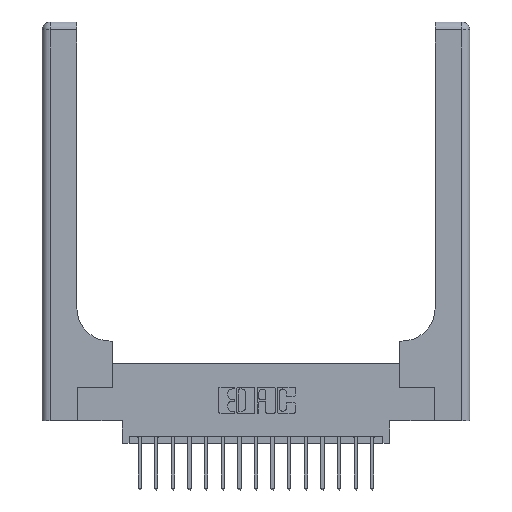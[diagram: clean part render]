
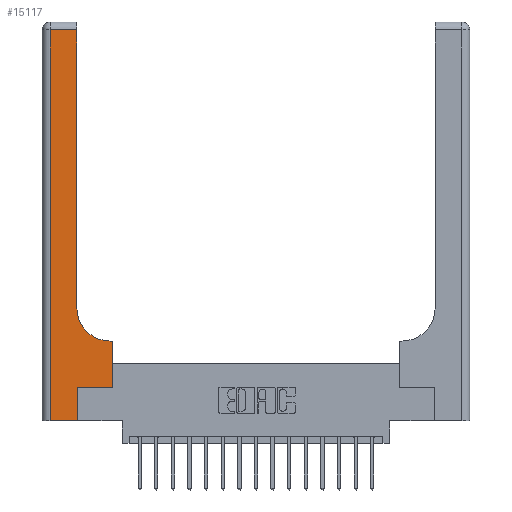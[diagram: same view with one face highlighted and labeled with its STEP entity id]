
A CAD part, top view. The second image highlights one B-rep face of the part: STEP entity #15117.
In plain terms, the highlighted planar face has unit normal (0, 0, 1).
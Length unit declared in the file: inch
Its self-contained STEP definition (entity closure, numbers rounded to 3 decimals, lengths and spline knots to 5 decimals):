
#44 = LINE ( 'NONE', #15628, #14127 ) ;
#80 = CARTESIAN_POINT ( 'NONE',  ( 0.26, 0.6, 0.37 ) ) ;
#132 = LINE ( 'NONE', #12371, #15090 ) ;
#196 = VERTEX_POINT ( 'NONE', #2234 ) ;
#210 = VERTEX_POINT ( 'NONE', #18220 ) ;
#556 = CARTESIAN_POINT ( 'NONE',  ( 0.51, 0.85, 0.37 ) ) ;
#840 = DIRECTION ( 'NONE',  ( 0., -1., 0. ) ) ;
#843 = FACE_OUTER_BOUND ( 'NONE', #1347, .T. ) ;
#998 = CARTESIAN_POINT ( 'NONE',  ( 0.528, 0.25, 0.37 ) ) ;
#1342 = VERTEX_POINT ( 'NONE', #14261 ) ;
#1347 = EDGE_LOOP ( 'NONE', ( #18050, #14111, #2081, #6307, #7474, #7299, #13624, #13898, #8501 ) ) ;
#1531 = VECTOR ( 'NONE', #8945, 39.37008 ) ;
#1546 = CARTESIAN_POINT ( 'NONE',  ( 0.265, 0., 0.37 ) ) ;
#1614 = LINE ( 'NONE', #1546, #12749 ) ;
#1727 = EDGE_CURVE ( 'NONE', #210, #9934, #13019, .T. ) ;
#1827 = EDGE_CURVE ( 'NONE', #14720, #10147, #15499, .T. ) ;
#2024 = DIRECTION ( 'NONE',  ( 1., 0., 0. ) ) ;
#2025 = EDGE_CURVE ( 'NONE', #11087, #1342, #14357, .T. ) ;
#2081 = ORIENTED_EDGE ( 'NONE', *, *, #1827, .T. ) ;
#2234 = CARTESIAN_POINT ( 'NONE',  ( 0.265, 0., 0.37 ) ) ;
#3027 = VECTOR ( 'NONE', #840, 39.37008 ) ;
#3984 = LINE ( 'NONE', #80, #11211 ) ;
#4679 = VERTEX_POINT ( 'NONE', #16850 ) ;
#4908 = DIRECTION ( 'NONE',  ( 1., 0., 0. ) ) ;
#4934 = LINE ( 'NONE', #14717, #1531 ) ;
#5459 = PLANE ( 'NONE',  #12954 ) ;
#5776 = CARTESIAN_POINT ( 'NONE',  ( 0.06, 0., 0.37 ) ) ;
#6007 = CARTESIAN_POINT ( 'NONE',  ( 0.26, 0.85, 0.37 ) ) ;
#6307 = ORIENTED_EDGE ( 'NONE', *, *, #12846, .T. ) ;
#6629 = VECTOR ( 'NONE', #13848, 39.37008 ) ;
#6904 = DIRECTION ( 'NONE',  ( -1., 0., 0. ) ) ;
#7299 = ORIENTED_EDGE ( 'NONE', *, *, #1727, .T. ) ;
#7474 = ORIENTED_EDGE ( 'NONE', *, *, #12931, .T. ) ;
#8501 = ORIENTED_EDGE ( 'NONE', *, *, #11923, .T. ) ;
#8945 = DIRECTION ( 'NONE',  ( 0., 1., 0. ) ) ;
#9565 = CIRCLE ( 'NONE', #18237, 0.25 ) ;
#9710 = EDGE_CURVE ( 'NONE', #9934, #10975, #4934, .T. ) ;
#9747 = CARTESIAN_POINT ( 'NONE',  ( 0., 3., 0.37 ) ) ;
#9934 = VERTEX_POINT ( 'NONE', #998 ) ;
#10147 = VERTEX_POINT ( 'NONE', #5776 ) ;
#10689 = DIRECTION ( 'NONE',  ( 0., 0., -1. ) ) ;
#10948 = CARTESIAN_POINT ( 'NONE',  ( 0.26, 3., 0.37 ) ) ;
#10970 = CARTESIAN_POINT ( 'NONE',  ( 0.06, 3., 0.37 ) ) ;
#10975 = VERTEX_POINT ( 'NONE', #12911 ) ;
#11087 = VERTEX_POINT ( 'NONE', #6007 ) ;
#11211 = VECTOR ( 'NONE', #11668, 39.37008 ) ;
#11623 = VECTOR ( 'NONE', #4908, 39.37008 ) ;
#11668 = DIRECTION ( 'NONE',  ( -1., 0., 0. ) ) ;
#11690 = DIRECTION ( 'NONE',  ( 0., 1., 0. ) ) ;
#11923 = EDGE_CURVE ( 'NONE', #4679, #11087, #9565, .T. ) ;
#12144 = CARTESIAN_POINT ( 'NONE',  ( 0.265, 0.25, 0.37 ) ) ;
#12371 = CARTESIAN_POINT ( 'NONE',  ( 0., 2.94, 0.37 ) ) ;
#12749 = VECTOR ( 'NONE', #11690, 39.37008 ) ;
#12846 = EDGE_CURVE ( 'NONE', #10147, #196, #44, .T. ) ;
#12911 = CARTESIAN_POINT ( 'NONE',  ( 0.528, 0.6, 0.37 ) ) ;
#12931 = EDGE_CURVE ( 'NONE', #196, #210, #1614, .T. ) ;
#12954 = AXIS2_PLACEMENT_3D ( 'NONE', #9747, #15589, #6904 ) ;
#13019 = LINE ( 'NONE', #12144, #11623 ) ;
#13282 = CARTESIAN_POINT ( 'NONE',  ( 0.06, 2.94, 0.37 ) ) ;
#13624 = ORIENTED_EDGE ( 'NONE', *, *, #9710, .T. ) ;
#13848 = DIRECTION ( 'NONE',  ( 0., 1., 0. ) ) ;
#13898 = ORIENTED_EDGE ( 'NONE', *, *, #16865, .T. ) ;
#14111 = ORIENTED_EDGE ( 'NONE', *, *, #17238, .T. ) ;
#14127 = VECTOR ( 'NONE', #17087, 39.37008 ) ;
#14261 = CARTESIAN_POINT ( 'NONE',  ( 0.26, 2.94, 0.37 ) ) ;
#14357 = LINE ( 'NONE', #10948, #6629 ) ;
#14717 = CARTESIAN_POINT ( 'NONE',  ( 0.528, 0.25, 0.37 ) ) ;
#14720 = VERTEX_POINT ( 'NONE', #13282 ) ;
#15090 = VECTOR ( 'NONE', #15284, 39.37008 ) ;
#15117 = ADVANCED_FACE ( 'NONE', ( #843 ), #5459, .F. ) ;
#15284 = DIRECTION ( 'NONE',  ( -1., 0., 0. ) ) ;
#15499 = LINE ( 'NONE', #10970, #3027 ) ;
#15589 = DIRECTION ( 'NONE',  ( 0., 0., -1. ) ) ;
#15628 = CARTESIAN_POINT ( 'NONE',  ( 0., 0., 0.37 ) ) ;
#16850 = CARTESIAN_POINT ( 'NONE',  ( 0.51, 0.6, 0.37 ) ) ;
#16865 = EDGE_CURVE ( 'NONE', #10975, #4679, #3984, .T. ) ;
#17087 = DIRECTION ( 'NONE',  ( 1., 0., 0. ) ) ;
#17238 = EDGE_CURVE ( 'NONE', #1342, #14720, #132, .T. ) ;
#18050 = ORIENTED_EDGE ( 'NONE', *, *, #2025, .T. ) ;
#18220 = CARTESIAN_POINT ( 'NONE',  ( 0.265, 0.25, 0.37 ) ) ;
#18237 = AXIS2_PLACEMENT_3D ( 'NONE', #556, #10689, #2024 ) ;
